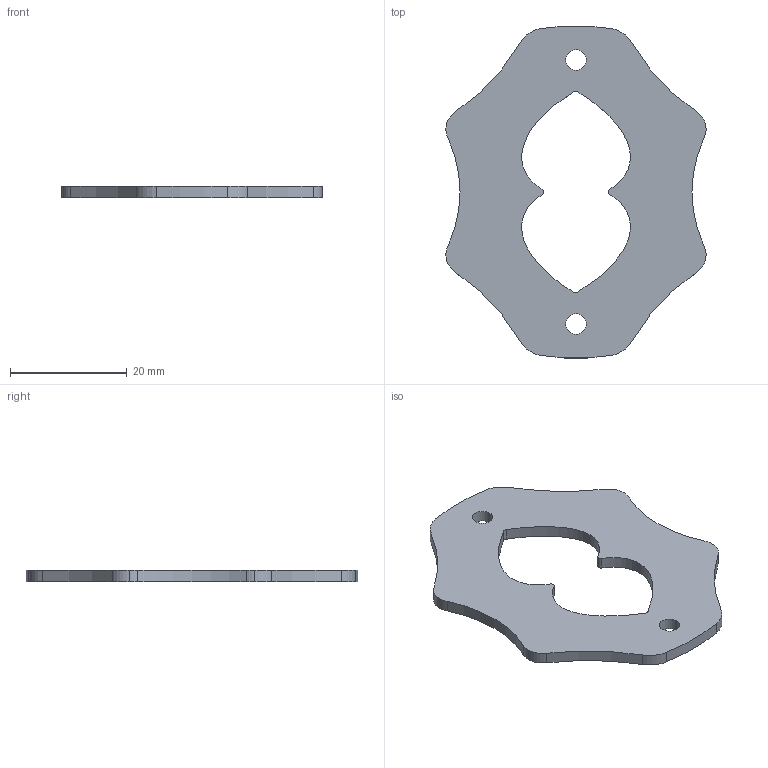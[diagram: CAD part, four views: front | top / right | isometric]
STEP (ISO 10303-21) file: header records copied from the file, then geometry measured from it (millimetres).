
FILE_DESCRIPTION (( 'STEP AP214' ), '1' );
FILE_NAME ('Comms Badge Front Plate - Farscape v0.1.1.STEP', '2024-03-10T02:02:45', ( '' ), ( '' ), 'SwSTEP 2.0', 'SolidWorks 2020', '' );
FILE_SCHEMA (( 'AUTOMOTIVE_DESIGN' ));
Length unit declared in the file: millimetre
Products named in the file (1): Comms Badge Front Plate - Farscape v0.1.1
Bounding box: 44.59 x 56.89 x 2 mm (x, y, z)
Volume: 2849.5 mm3; surface area: 3407.3 mm2
Topology: 1 solids, 1 shells, 34 faces, 96 edges, 64 vertices
Faces by surface type: cylinder 28, bspline 4, plane 2
Entity records: 1222 total; most frequent: CARTESIAN_POINT 263, DIRECTION 206, ORIENTED_EDGE 192, EDGE_CURVE 96, AXIS2_PLACEMENT_3D 87, VERTEX_POINT 64, CIRCLE 56, EDGE_LOOP 40
